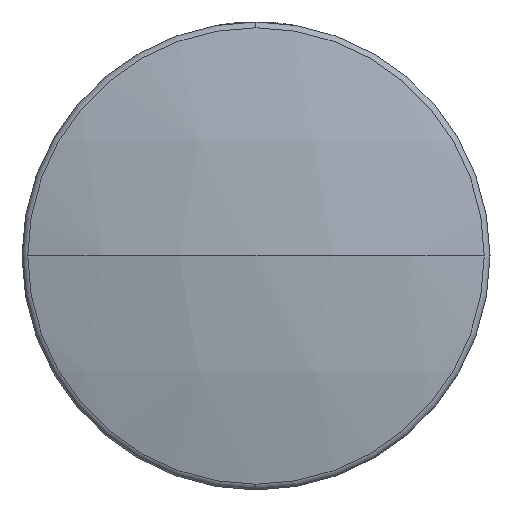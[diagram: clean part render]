
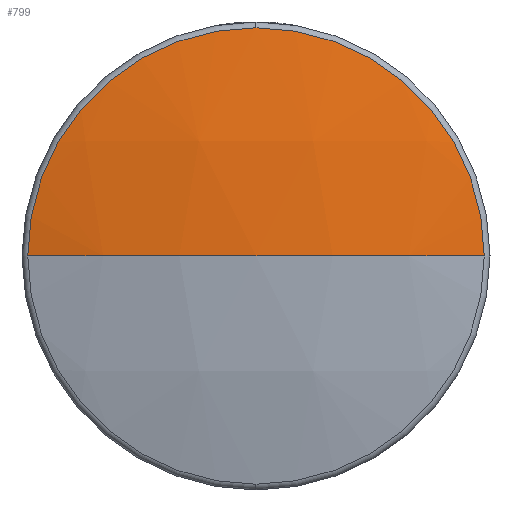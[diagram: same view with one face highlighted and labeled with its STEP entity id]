
A CAD part, left-side view. The second image highlights one B-rep face of the part: STEP entity #799.
In plain terms, the highlighted spherical face has radius 105.667 mm.
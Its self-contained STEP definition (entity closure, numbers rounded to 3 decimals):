
#149 = CIRCLE ( 'NONE', #270, 24.385 ) ;
#158 = DIRECTION ( 'NONE',  ( 0., 0., 1. ) ) ;
#270 = AXIS2_PLACEMENT_3D ( 'NONE', #1697, #1496, #1674 ) ;
#345 = CIRCLE ( 'NONE', #1288, 105.667 ) ;
#346 = CARTESIAN_POINT ( 'NONE',  ( 2.852, -24.385, 0. ) ) ;
#365 = EDGE_CURVE ( 'NONE', #1268, #1904, #1756, .T. ) ;
#377 = EDGE_CURVE ( 'NONE', #1268, #394, #345, .T. ) ;
#385 = CARTESIAN_POINT ( 'NONE',  ( 0., 0., 0. ) ) ;
#392 = DIRECTION ( 'NONE',  ( -1., 0., 0. ) ) ;
#394 = VERTEX_POINT ( 'NONE', #1416 ) ;
#412 = CARTESIAN_POINT ( 'NONE',  ( 2.852, 0., 0. ) ) ;
#567 = AXIS2_PLACEMENT_3D ( 'NONE', #412, #1689, #1043 ) ;
#577 = EDGE_CURVE ( 'NONE', #1904, #2012, #1393, .T. ) ;
#609 = ORIENTED_EDGE ( 'NONE', *, *, #577, .T. ) ;
#739 = DIRECTION ( 'NONE',  ( 0., 0., 1. ) ) ;
#799 = ADVANCED_FACE ( 'NONE', ( #2559 ), #2110, .T. ) ;
#883 = EDGE_CURVE ( 'NONE', #2012, #394, #149, .T. ) ;
#971 = DIRECTION ( 'NONE',  ( 0., -1., 0. ) ) ;
#983 = AXIS2_PLACEMENT_3D ( 'NONE', #2113, #158, #971 ) ;
#1043 = DIRECTION ( 'NONE',  ( 0., 0., -1. ) ) ;
#1182 = ORIENTED_EDGE ( 'NONE', *, *, #377, .F. ) ;
#1268 = VERTEX_POINT ( 'NONE', #385 ) ;
#1288 = AXIS2_PLACEMENT_3D ( 'NONE', #2628, #2205, #392 ) ;
#1393 = CIRCLE ( 'NONE', #567, 24.385 ) ;
#1416 = CARTESIAN_POINT ( 'NONE',  ( 2.852, 24.385, 0. ) ) ;
#1496 = DIRECTION ( 'NONE',  ( -1., 0., 0. ) ) ;
#1529 = DIRECTION ( 'NONE',  ( 0., 1., 0. ) ) ;
#1674 = DIRECTION ( 'NONE',  ( 0., 0., -1. ) ) ;
#1689 = DIRECTION ( 'NONE',  ( -1., 0., 0. ) ) ;
#1697 = CARTESIAN_POINT ( 'NONE',  ( 2.852, 0., 0. ) ) ;
#1756 = CIRCLE ( 'NONE', #983, 105.667 ) ;
#1889 = EDGE_LOOP ( 'NONE', ( #1182, #2089, #609, #2607 ) ) ;
#1904 = VERTEX_POINT ( 'NONE', #346 ) ;
#2012 = VERTEX_POINT ( 'NONE', #2458 ) ;
#2089 = ORIENTED_EDGE ( 'NONE', *, *, #365, .T. ) ;
#2110 = SPHERICAL_SURFACE ( 'NONE', #2565, 105.667 ) ;
#2113 = CARTESIAN_POINT ( 'NONE',  ( 105.667, 0., 0. ) ) ;
#2167 = CARTESIAN_POINT ( 'NONE',  ( 105.667, 0., 0. ) ) ;
#2205 = DIRECTION ( 'NONE',  ( 0., 0., -1. ) ) ;
#2458 = CARTESIAN_POINT ( 'NONE',  ( 2.852, 0., 24.385 ) ) ;
#2559 = FACE_OUTER_BOUND ( 'NONE', #1889, .T. ) ;
#2565 = AXIS2_PLACEMENT_3D ( 'NONE', #2167, #739, #1529 ) ;
#2607 = ORIENTED_EDGE ( 'NONE', *, *, #883, .T. ) ;
#2628 = CARTESIAN_POINT ( 'NONE',  ( 105.667, 0., 0. ) ) ;
